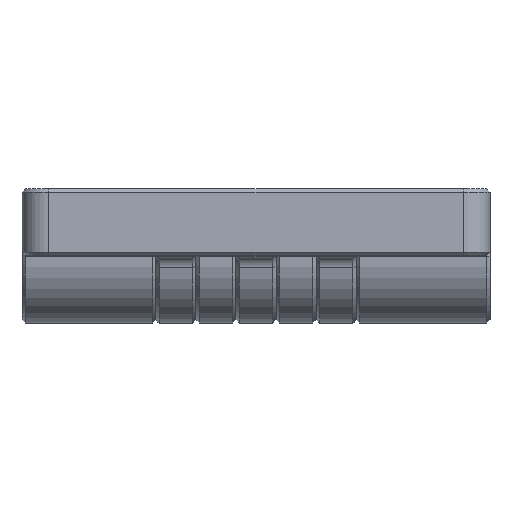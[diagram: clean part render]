
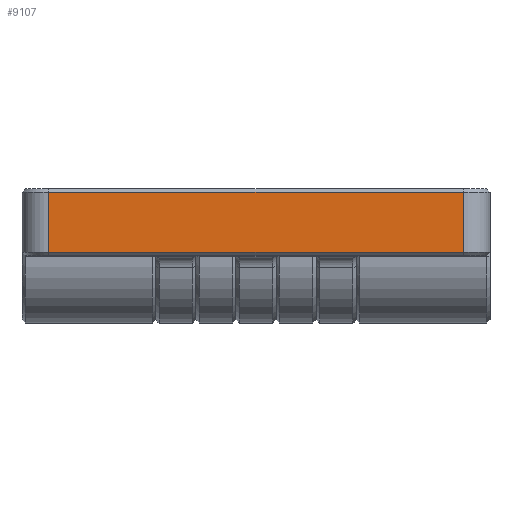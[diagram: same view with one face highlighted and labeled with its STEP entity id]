
A CAD part, top view. The second image highlights one B-rep face of the part: STEP entity #9107.
In plain terms, the highlighted planar face has unit normal (0, 0, 1).
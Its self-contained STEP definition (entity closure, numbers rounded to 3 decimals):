
#189 = LINE ( 'NONE', #8534, #2338 ) ;
#275 = ORIENTED_EDGE ( 'NONE', *, *, #6150, .T. ) ;
#1000 = VERTEX_POINT ( 'NONE', #6756 ) ;
#1013 = EDGE_CURVE ( 'NONE', #3211, #1000, #189, .T. ) ;
#1078 = LINE ( 'NONE', #4726, #4828 ) ;
#1500 = ORIENTED_EDGE ( 'NONE', *, *, #5085, .T. ) ;
#1504 = CARTESIAN_POINT ( 'NONE',  ( 31., 10., 52. ) ) ;
#1531 = AXIS2_PLACEMENT_3D ( 'NONE', #2039, #3699, #3597 ) ;
#1623 = LINE ( 'NONE', #6224, #6897 ) ;
#2039 = CARTESIAN_POINT ( 'NONE',  ( 35., 0., 52. ) ) ;
#2270 = ORIENTED_EDGE ( 'NONE', *, *, #1013, .T. ) ;
#2338 = VECTOR ( 'NONE', #7888, 1000. ) ;
#2431 = DIRECTION ( 'NONE',  ( 0., -1., 0. ) ) ;
#3008 = VERTEX_POINT ( 'NONE', #3244 ) ;
#3211 = VERTEX_POINT ( 'NONE', #6852 ) ;
#3244 = CARTESIAN_POINT ( 'NONE',  ( -31., 0.5, 52. ) ) ;
#3398 = CARTESIAN_POINT ( 'NONE',  ( 31., 0.5, 52. ) ) ;
#3597 = DIRECTION ( 'NONE',  ( -1., 0., 0. ) ) ;
#3699 = DIRECTION ( 'NONE',  ( 0., 0., -1. ) ) ;
#4526 = VERTEX_POINT ( 'NONE', #3398 ) ;
#4726 = CARTESIAN_POINT ( 'NONE',  ( 35., 0.5, 52. ) ) ;
#4790 = LINE ( 'NONE', #1504, #9217 ) ;
#4828 = VECTOR ( 'NONE', #5558, 1000. ) ;
#5085 = EDGE_CURVE ( 'NONE', #4526, #3211, #4790, .T. ) ;
#5293 = EDGE_LOOP ( 'NONE', ( #275, #6084, #1500, #2270 ) ) ;
#5558 = DIRECTION ( 'NONE',  ( 1., 0., 0. ) ) ;
#5875 = FACE_OUTER_BOUND ( 'NONE', #5293, .T. ) ;
#5951 = DIRECTION ( 'NONE',  ( 0., 1., 0. ) ) ;
#6084 = ORIENTED_EDGE ( 'NONE', *, *, #6668, .T. ) ;
#6150 = EDGE_CURVE ( 'NONE', #1000, #3008, #1623, .T. ) ;
#6224 = CARTESIAN_POINT ( 'NONE',  ( -31., 0., 52. ) ) ;
#6668 = EDGE_CURVE ( 'NONE', #3008, #4526, #1078, .T. ) ;
#6756 = CARTESIAN_POINT ( 'NONE',  ( -31., 9.5, 52. ) ) ;
#6852 = CARTESIAN_POINT ( 'NONE',  ( 31., 9.5, 52. ) ) ;
#6897 = VECTOR ( 'NONE', #2431, 1000. ) ;
#7888 = DIRECTION ( 'NONE',  ( -1., 0., 0. ) ) ;
#8534 = CARTESIAN_POINT ( 'NONE',  ( 35., 9.5, 52. ) ) ;
#8879 = PLANE ( 'NONE',  #1531 ) ;
#9107 = ADVANCED_FACE ( 'NONE', ( #5875 ), #8879, .F. ) ;
#9217 = VECTOR ( 'NONE', #5951, 1000. ) ;
